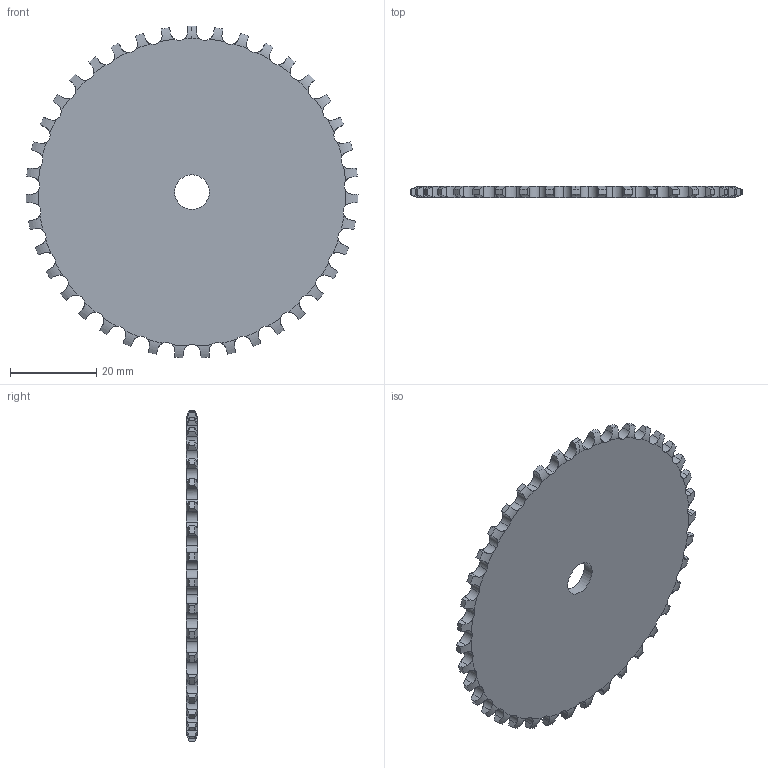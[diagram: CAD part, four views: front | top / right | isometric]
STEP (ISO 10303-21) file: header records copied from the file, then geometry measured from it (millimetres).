
FILE_DESCRIPTION(('FreeCAD Model'),'2;1');
FILE_NAME('Open CASCADE Shape Model','2022-01-09T08:43:28',('FreeCAD'),( 'FreeCAD'),'Open CASCADE STEP processor 7.4','FreeCAD','Unknown');
FILE_SCHEMA(('AUTOMOTIVE_DESIGN { 1 0 10303 214 1 1 1 1 }'));
Length unit declared in the file: millimetre
Products named in the file (1): Open CASCADE STEP translator 7.4 32
Bounding box: 76.89 x 2.6 x 76.84 mm (x, y, z)
Volume: 10727.8 mm3; surface area: 9264.2 mm2
Topology: 1 solids, 1 shells, 356 faces, 1062 edges, 708 vertices
Faces by surface type: cylinder 196, plane 80, revolution 80
Full cylindrical faces by diameter (mm): 8 x1
Entity records: 36822 total; most frequent: CARTESIAN_POINT 17219, DIRECTION 3244, ORIENTED_EDGE 2124, PCURVE 2124, DEFINITIONAL_REPRESENTATION 2124, LINE 1692, VECTOR 1692, EDGE_CURVE 1062
